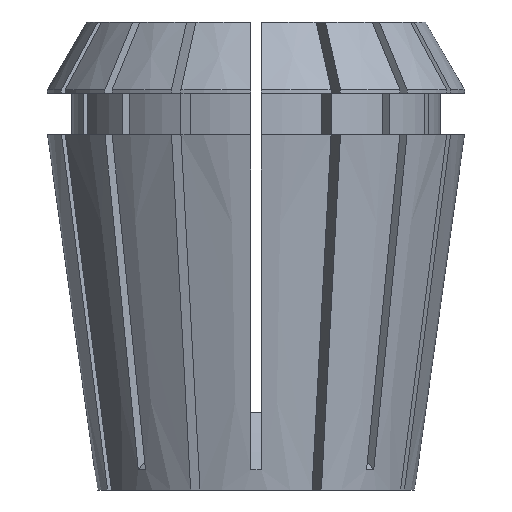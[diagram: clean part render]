
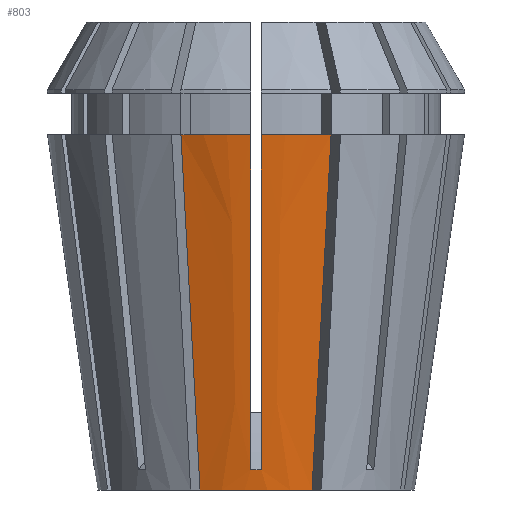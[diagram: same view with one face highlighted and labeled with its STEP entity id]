
A CAD part, left-side view. The second image highlights one B-rep face of the part: STEP entity #803.
In plain terms, the highlighted conical face has half-angle 8 degrees and reference radius 15.595 mm.
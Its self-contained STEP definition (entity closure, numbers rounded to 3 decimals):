
#26 = CARTESIAN_POINT ( 'NONE',  ( -15.869, -0.5, 2.005 ) ) ;
#47 = CARTESIAN_POINT ( 'NONE',  ( -16.191, 0.5, 4.29 ) ) ;
#66 = CARTESIAN_POINT ( 'NONE',  ( -15.869, 0.5, 2.005 ) ) ;
#230 = FACE_OUTER_BOUND ( 'NONE', #1989, .T. ) ;
#236 = DIRECTION ( 'NONE',  ( 0., 0., -1. ) ) ;
#356 = CARTESIAN_POINT ( 'NONE',  ( -15.977, -0.5, 2.767 ) ) ;
#375 = EDGE_CURVE ( 'NONE', #3439, #1923, #748, .T. ) ;
#387 = B_SPLINE_CURVE_WITH_KNOTS ( 'NONE', 3,
 ( #66, #5319, #5340, #26 ),
 .UNSPECIFIED., .F., .F.,
 ( 4, 4 ),
 ( 0., 0.001 ),
 .UNSPECIFIED. ) ;
#638 = CARTESIAN_POINT ( 'NONE',  ( -16.104, -6.129, 11.633 ) ) ;
#688 = VERTEX_POINT ( 'NONE', #3842 ) ;
#710 = EDGE_CURVE ( 'NONE', #1921, #5714, #5228, .T. ) ;
#748 = CIRCLE ( 'NONE', #1497, 20.5 ) ;
#803 = ADVANCED_FACE ( 'NONE', ( #230 ), #2197, .T. ) ;
#876 = B_SPLINE_CURVE_WITH_KNOTS ( 'NONE', 3,
 ( #3390, #5850, #5827, #2414, #1906, #3863, #47, #3436, #5292, #4296 ),
 .UNSPECIFIED., .F., .F.,
 ( 4, 3, 3, 4 ),
 ( 0.076, 0.079, 0.107, 0.109 ),
 .UNSPECIFIED. ) ;
#943 = AXIS2_PLACEMENT_3D ( 'NONE', #1650, #236, #5506 ) ;
#948 = CARTESIAN_POINT ( 'NONE',  ( -16.104, 6.129, 11.633 ) ) ;
#1301 = CARTESIAN_POINT ( 'NONE',  ( -20.494, -0.5, 34.9 ) ) ;
#1497 = AXIS2_PLACEMENT_3D ( 'NONE', #4776, #2855, #5796 ) ;
#1567 = CARTESIAN_POINT ( 'NONE',  ( -17.615, -6.755, 23.267 ) ) ;
#1604 = ORIENTED_EDGE ( 'NONE', *, *, #2359, .F. ) ;
#1650 = CARTESIAN_POINT ( 'NONE',  ( 0., 0., 0. ) ) ;
#1668 = CARTESIAN_POINT ( 'NONE',  ( 0., 0., 34.9 ) ) ;
#1875 = CARTESIAN_POINT ( 'NONE',  ( -20.265, -0.5, 33.268 ) ) ;
#1906 = CARTESIAN_POINT ( 'NONE',  ( -18.83, 0.5, 23.065 ) ) ;
#1919 = CIRCLE ( 'NONE', #943, 15.595 ) ;
#1921 = VERTEX_POINT ( 'NONE', #4403 ) ;
#1923 = VERTEX_POINT ( 'NONE', #6015 ) ;
#1989 = EDGE_LOOP ( 'NONE', ( #6228, #4236, #5942, #1604, #3028, #2496, #4551, #2878 ) ) ;
#2080 = CARTESIAN_POINT ( 'NONE',  ( -17.615, 6.755, 23.267 ) ) ;
#2150 = VERTEX_POINT ( 'NONE', #2853 ) ;
#2197 = CONICAL_SURFACE ( 'NONE', #4220, 15.595, 0.14 ) ;
#2200 = VERTEX_POINT ( 'NONE', #3412 ) ;
#2284 = CARTESIAN_POINT ( 'NONE',  ( -18.83, -0.5, 23.065 ) ) ;
#2310 = CARTESIAN_POINT ( 'NONE',  ( -15.869, -0.5, 2.005 ) ) ;
#2359 = EDGE_CURVE ( 'NONE', #3439, #2200, #5624, .T. ) ;
#2414 = CARTESIAN_POINT ( 'NONE',  ( -20.15, 0.5, 32.452 ) ) ;
#2496 = ORIENTED_EDGE ( 'NONE', *, *, #6009, .T. ) ;
#2753 = EDGE_CURVE ( 'NONE', #688, #2150, #876, .T. ) ;
#2853 = CARTESIAN_POINT ( 'NONE',  ( -15.869, 0.5, 2.005 ) ) ;
#2855 = DIRECTION ( 'NONE',  ( 0., 0., -1. ) ) ;
#2869 = B_SPLINE_CURVE_WITH_KNOTS ( 'NONE', 3,
 ( #1301, #4269, #1875, #4222, #2284, #5750, #6140, #3249, #356, #2310 ),
 .UNSPECIFIED., .F., .F.,
 ( 4, 3, 3, 4 ),
 ( 0.076, 0.079, 0.107, 0.109 ),
 .UNSPECIFIED. ) ;
#2878 = ORIENTED_EDGE ( 'NONE', *, *, #2753, .F. ) ;
#3028 = ORIENTED_EDGE ( 'NONE', *, *, #375, .T. ) ;
#3099 = DIRECTION ( 'NONE',  ( 0., 0., -1. ) ) ;
#3249 = CARTESIAN_POINT ( 'NONE',  ( -16.084, -0.5, 3.529 ) ) ;
#3390 = CARTESIAN_POINT ( 'NONE',  ( -20.494, 0.5, 34.9 ) ) ;
#3412 = CARTESIAN_POINT ( 'NONE',  ( -14.592, -5.503, 0. ) ) ;
#3431 = CARTESIAN_POINT ( 'NONE',  ( -14.592, 5.503, 0. ) ) ;
#3436 = CARTESIAN_POINT ( 'NONE',  ( -16.084, 0.5, 3.529 ) ) ;
#3439 = VERTEX_POINT ( 'NONE', #4735 ) ;
#3547 = CARTESIAN_POINT ( 'NONE',  ( -19.126, -7.381, 34.9 ) ) ;
#3802 = EDGE_CURVE ( 'NONE', #688, #1921, #4272, .T. ) ;
#3842 = CARTESIAN_POINT ( 'NONE',  ( -20.494, 0.5, 34.9 ) ) ;
#3863 = CARTESIAN_POINT ( 'NONE',  ( -17.511, 0.5, 13.678 ) ) ;
#3875 = VERTEX_POINT ( 'NONE', #4726 ) ;
#4021 = DIRECTION ( 'NONE',  ( 1., 0., 0. ) ) ;
#4220 = AXIS2_PLACEMENT_3D ( 'NONE', #4529, #6021, #4021 ) ;
#4222 = CARTESIAN_POINT ( 'NONE',  ( -20.15, -0.5, 32.452 ) ) ;
#4236 = ORIENTED_EDGE ( 'NONE', *, *, #710, .T. ) ;
#4269 = CARTESIAN_POINT ( 'NONE',  ( -20.38, -0.5, 34.084 ) ) ;
#4272 = CIRCLE ( 'NONE', #4971, 20.5 ) ;
#4296 = CARTESIAN_POINT ( 'NONE',  ( -15.869, 0.5, 2.005 ) ) ;
#4403 = CARTESIAN_POINT ( 'NONE',  ( -19.126, 7.381, 34.9 ) ) ;
#4529 = CARTESIAN_POINT ( 'NONE',  ( 0., 0., 0. ) ) ;
#4551 = ORIENTED_EDGE ( 'NONE', *, *, #5117, .F. ) ;
#4658 = EDGE_CURVE ( 'NONE', #2200, #5714, #1919, .T. ) ;
#4726 = CARTESIAN_POINT ( 'NONE',  ( -15.869, -0.5, 2.005 ) ) ;
#4735 = CARTESIAN_POINT ( 'NONE',  ( -19.126, -7.381, 34.9 ) ) ;
#4776 = CARTESIAN_POINT ( 'NONE',  ( 0., 0., 34.9 ) ) ;
#4963 = CARTESIAN_POINT ( 'NONE',  ( -19.126, 7.381, 34.9 ) ) ;
#4971 = AXIS2_PLACEMENT_3D ( 'NONE', #1668, #3099, #5592 ) ;
#5117 = EDGE_CURVE ( 'NONE', #2150, #3875, #387, .T. ) ;
#5228 = B_SPLINE_CURVE_WITH_KNOTS ( 'NONE', 3,
 ( #4963, #2080, #948, #5332 ),
 .UNSPECIFIED., .F., .F.,
 ( 4, 4 ),
 ( 0., 0.035 ),
 .UNSPECIFIED. ) ;
#5292 = CARTESIAN_POINT ( 'NONE',  ( -15.977, 0.5, 2.767 ) ) ;
#5319 = CARTESIAN_POINT ( 'NONE',  ( -15.879, 0.167, 1.998 ) ) ;
#5332 = CARTESIAN_POINT ( 'NONE',  ( -14.592, 5.503, 0. ) ) ;
#5340 = CARTESIAN_POINT ( 'NONE',  ( -15.879, -0.167, 1.998 ) ) ;
#5506 = DIRECTION ( 'NONE',  ( -1., 0., 0. ) ) ;
#5592 = DIRECTION ( 'NONE',  ( -1., 0., 0. ) ) ;
#5624 = B_SPLINE_CURVE_WITH_KNOTS ( 'NONE', 3,
 ( #3547, #1567, #638, #6029 ),
 .UNSPECIFIED., .F., .F.,
 ( 4, 4 ),
 ( 0., 0.035 ),
 .UNSPECIFIED. ) ;
#5714 = VERTEX_POINT ( 'NONE', #3431 ) ;
#5750 = CARTESIAN_POINT ( 'NONE',  ( -17.511, -0.5, 13.678 ) ) ;
#5796 = DIRECTION ( 'NONE',  ( -1., 0., 0. ) ) ;
#5827 = CARTESIAN_POINT ( 'NONE',  ( -20.265, 0.5, 33.268 ) ) ;
#5850 = CARTESIAN_POINT ( 'NONE',  ( -20.38, 0.5, 34.084 ) ) ;
#5942 = ORIENTED_EDGE ( 'NONE', *, *, #4658, .F. ) ;
#6009 = EDGE_CURVE ( 'NONE', #1923, #3875, #2869, .T. ) ;
#6015 = CARTESIAN_POINT ( 'NONE',  ( -20.494, -0.5, 34.9 ) ) ;
#6021 = DIRECTION ( 'NONE',  ( 0., 0., 1. ) ) ;
#6029 = CARTESIAN_POINT ( 'NONE',  ( -14.592, -5.503, 0. ) ) ;
#6140 = CARTESIAN_POINT ( 'NONE',  ( -16.191, -0.5, 4.29 ) ) ;
#6228 = ORIENTED_EDGE ( 'NONE', *, *, #3802, .T. ) ;
